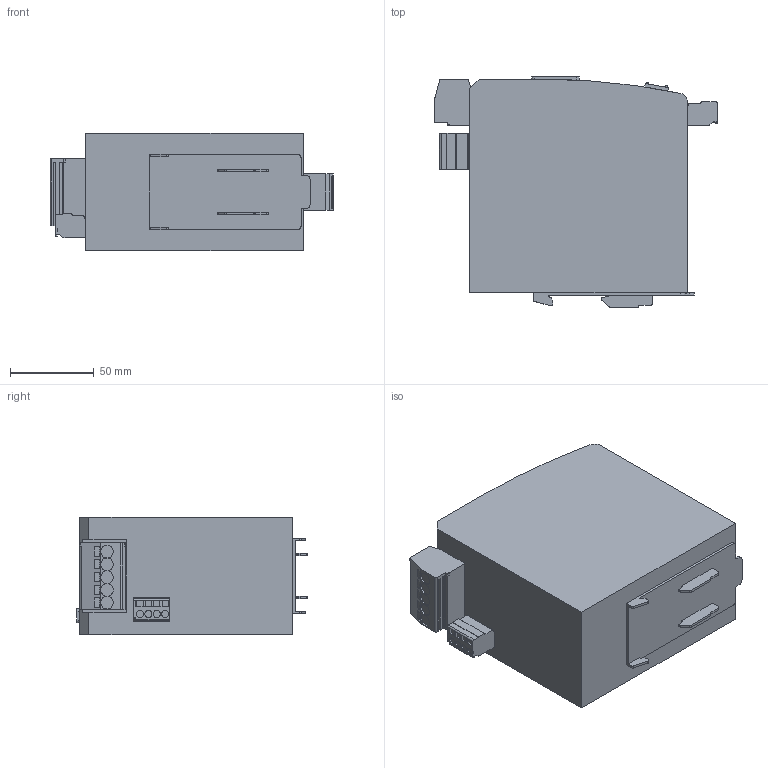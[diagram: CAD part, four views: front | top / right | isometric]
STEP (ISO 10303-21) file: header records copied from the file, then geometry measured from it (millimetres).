
FILE_DESCRIPTION (( 'STEP AP203' ), '1' );
FILE_NAME ('2787-2147.step', '2022-03-14T15:39:00', ( '' ), ( '' ), 'SwSTEP 2.0', 'SolidWorks 2021', '' );
FILE_SCHEMA (( 'CONFIG_CONTROL_DESIGN' ));
Length unit declared in the file: millimetre
Products named in the file (1): 2787-2147
Bounding box: 169.32 x 137.5 x 70 mm (x, y, z)
Volume: 1176108 mm3; surface area: 78201.7 mm2
Topology: 1 solids, 1 shells, 454 faces, 1244 edges, 824 vertices
Faces by surface type: plane 294, cylinder 160
Entity records: 14478 total; most frequent: CARTESIAN_POINT 2564, ORIENTED_EDGE 2488, DIRECTION 2466, EDGE_CURVE 1244, VECTOR 918, LINE 918, VERTEX_POINT 824, AXIS2_PLACEMENT_3D 774
